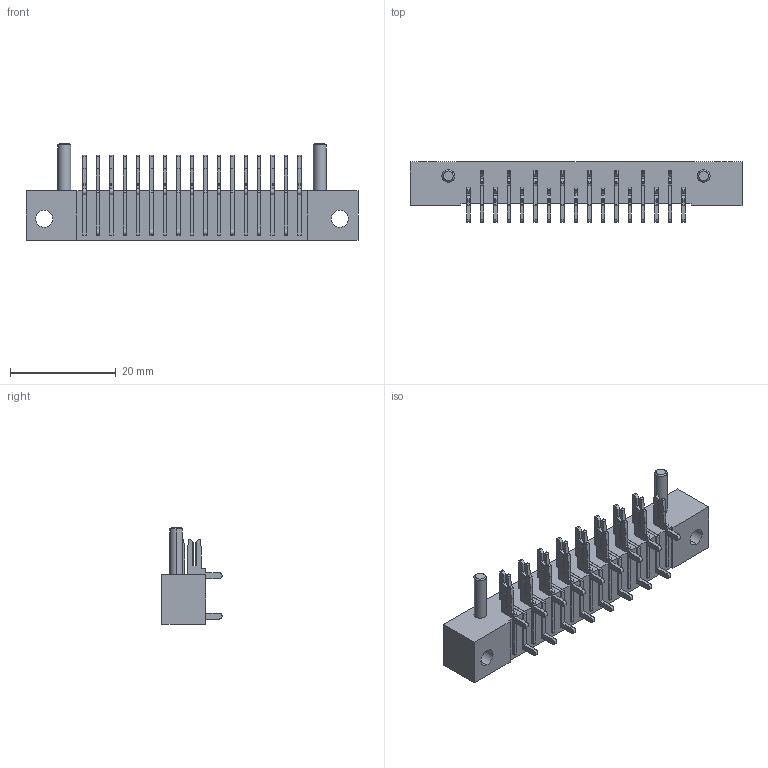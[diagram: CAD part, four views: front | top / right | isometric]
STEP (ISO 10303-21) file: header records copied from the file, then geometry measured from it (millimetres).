
FILE_DESCRIPTION (( 'STEP AP203' ), '1' );
FILE_NAME ('423-017-520-102.STEP', '2019-11-28T19:43:41', ( '' ), ( '' ), 'SwSTEP 2.0', 'SolidWorks 2016', '' );
FILE_SCHEMA (( 'CONFIG_CONTROL_DESIGN' ));
Length unit declared in the file: inch
Products named in the file (4): 421-290-002_120; 423 Part_17; 421-290-001_120; 423-017-520-102
Assembly tree (18 placements, depth 2):
  423-017-520-102
    423 Part_17
    421-290-001_120  x8
    421-290-002_120  x9
Bounding box: 62.74 x 11.4 x 18.29 mm (x, y, z)
Volume: 4784.7 mm3; surface area: 6595.7 mm2
Topology: 18 solids, 18 shells, 643 faces, 1786 edges, 1188 vertices
Faces by surface type: plane 503, cylinder 136, cone 4
Entity records: 8436 total; most frequent: CARTESIAN_POINT 1364, ORIENTED_EDGE 1316, DIRECTION 1288, EDGE_CURVE 658, LINE 536, VECTOR 536, VERTEX_POINT 436, AXIS2_PLACEMENT_3D 376
